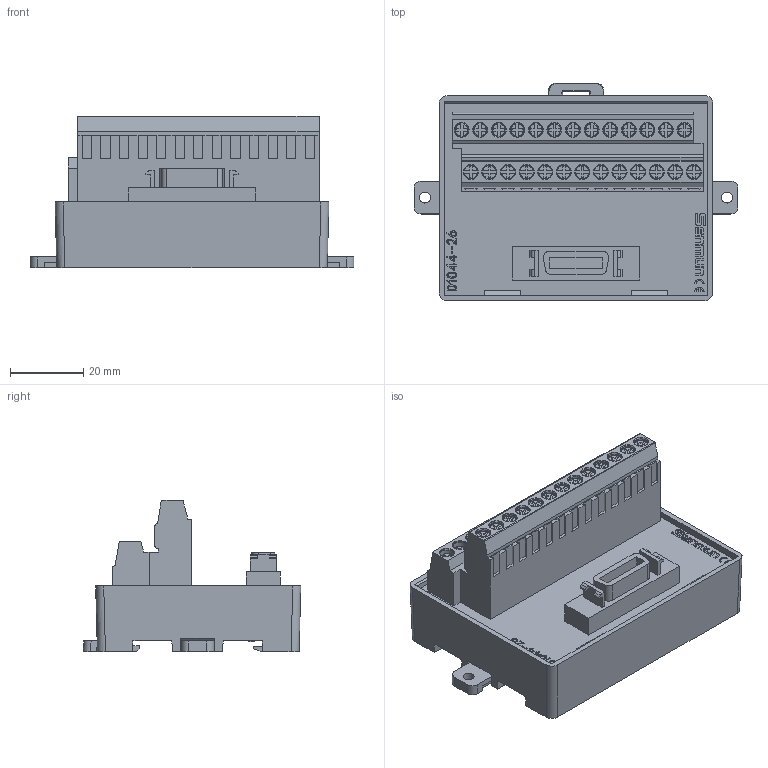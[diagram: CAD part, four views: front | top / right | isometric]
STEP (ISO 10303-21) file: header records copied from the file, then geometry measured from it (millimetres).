
FILE_DESCRIPTION(/* description */ (''),/* implementation_level */ '2;1');
FILE_NAME(/* name */ 'D1044-26-E.stp',/* time_stamp */ '2024-08-09T10:10:47+08:00',/* author */ (''),/* organization */ (''),/* preprocessor_version */ 'ST-DEVELOPER v14',/* originating_system */ 'SIEMENS PLM Software NX 8.0',/* authorisation */ '');
FILE_SCHEMA (('AUTOMOTIVE_DESIGN { 1 0 10303 214 3 1 1 1 }'));
Length unit declared in the file: millimetre
Products named in the file (1): D1044-26-E 3D_stp
Bounding box: 88.6 x 59.51 x 41.45 mm (x, y, z)
Volume: 87824.2 mm3; surface area: 22823.8 mm2
Topology: 3 solids, 3 shells, 1228 faces, 3270 edges, 2164 vertices
Faces by surface type: plane 974, cylinder 107, torus 78, cone 56, extrusion 11, bspline 2
Full cylindrical faces by diameter (mm): 3 x2, 4.1 x26, 4.13 x26
Entity records: 40268 total; most frequent: CARTESIAN_POINT 9463, ORIENTED_EDGE 6298, DIRECTION 5598, EDGE_CURVE 3149, VECTOR 2502, LINE 2491, VERTEX_POINT 2126, AXIS2_PLACEMENT_3D 1548
